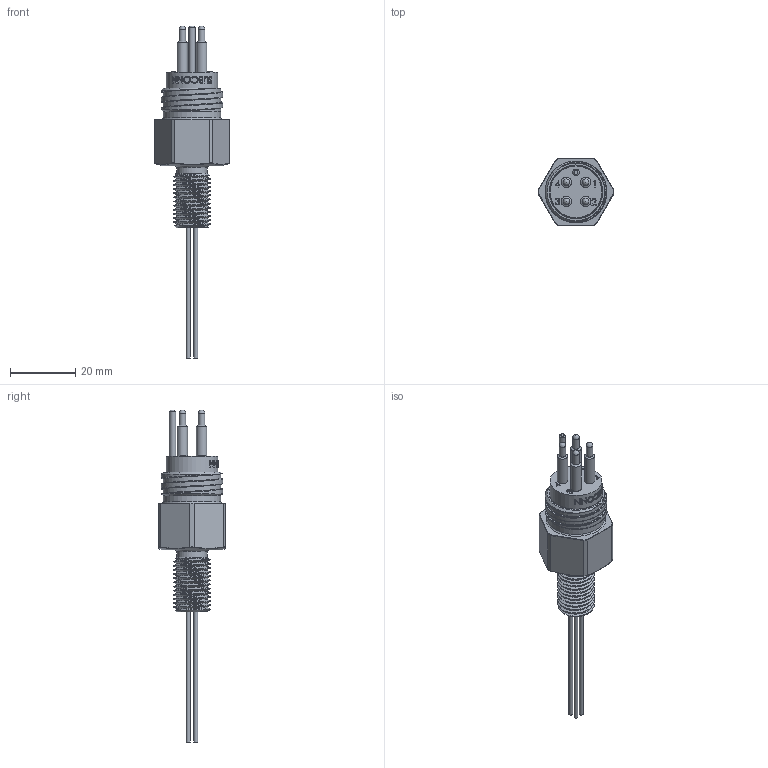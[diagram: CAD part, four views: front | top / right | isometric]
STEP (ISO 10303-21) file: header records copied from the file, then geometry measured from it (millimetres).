
FILE_DESCRIPTION(/* description */ (''),/* implementation_level */ '2;1');
FILE_NAME(/* name */ 'MCBH4M-G2-WB.stp',/* time_stamp */ '2014-12-19T09:15:39+01:00',/* author */ ('sh'),/* organization */ (''),/* preprocessor_version */ 'ST-DEVELOPER v15.2',/* originating_system */ 'Autodesk Inventor 2014',/* authorisation */ '');
FILE_SCHEMA (('AUTOMOTIVE_DESIGN { 1 0 10303 214 3 1 1 }'));
Length unit declared in the file: inch
Products named in the file (1): MCBH4M-G2-WB
Bounding box: 23.11 x 20.62 x 101.79 mm (x, y, z)
Volume: 7877.2 mm3; surface area: 10051.3 mm2
Topology: 12 solids, 12 shells, 366 faces, 925 edges, 621 vertices
Faces by surface type: plane 118, bspline 92, cylinder 83, torus 51, cone 18, sphere 4
Full cylindrical faces by diameter (mm): 0.813 x4, 1.219 x12, 1.27 x8, 1.321 x4, 1.974 x8, 1.981 x5, 2.007 x1, 3.175 x4, 6.731 x1, 9.449 x1, 12.725 x1, 13.462 x1, 14.351 x1, 15.875 x2, 15.926 x2, 16.256 x1, 17.247 x1, 17.628 x1, 18.415 x1
Entity records: 26775 total; most frequent: CARTESIAN_POINT 19180, ORIENTED_EDGE 1528, DIRECTION 1332, EDGE_CURVE 764, VERTEX_POINT 580, AXIS2_PLACEMENT_3D 543, EDGE_LOOP 532, FACE_OUTER_BOUND 365
